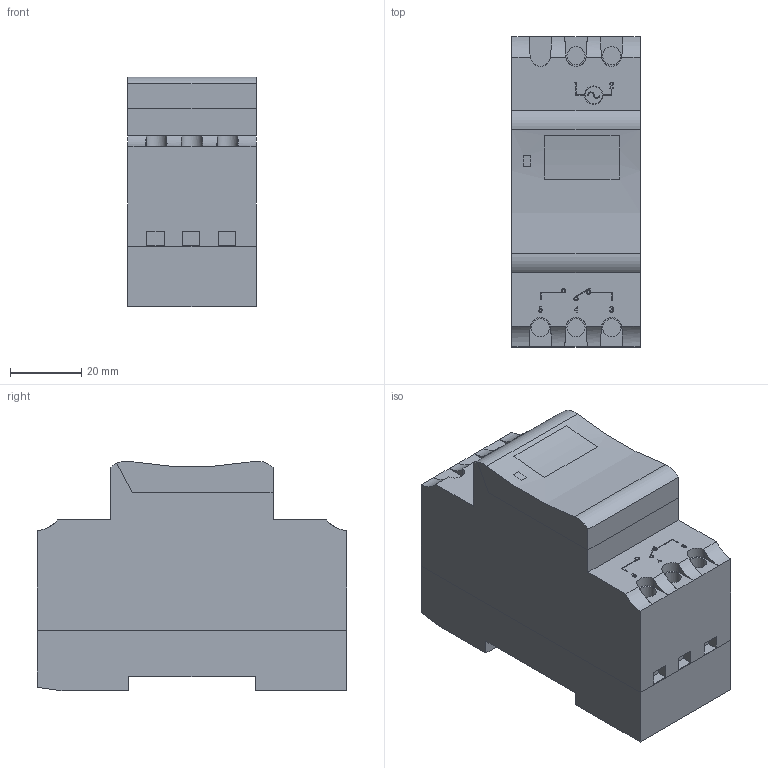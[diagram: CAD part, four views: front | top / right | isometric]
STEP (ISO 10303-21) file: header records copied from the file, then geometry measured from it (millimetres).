
FILE_DESCRIPTION (( 'STEP AP214' ), '1' );
FILE_NAME ('PTS71C.STEP', '2021-07-30T08:54:46', ( '' ), ( '' ), 'SwSTEP 2.0', 'SolidWorks 2020', '' );
FILE_SCHEMA (( 'AUTOMOTIVE_DESIGN' ));
Length unit declared in the file: millimetre
Products named in the file (2): PTS71C
Assembly tree (1 placements, depth 2):
  PTS71C
    PTS71C
Bounding box: 36 x 87 x 64.5 mm (x, y, z)
Volume: 168665.1 mm3; surface area: 21165 mm2
Topology: 1 solids, 1 shells, 228 faces, 589 edges, 390 vertices
Faces by surface type: plane 143, cylinder 57, bspline 28
Entity records: 8483 total; most frequent: CARTESIAN_POINT 2991, ORIENTED_EDGE 1178, DIRECTION 1021, EDGE_CURVE 589, VECTOR 405, LINE 405, VERTEX_POINT 390, AXIS2_PLACEMENT_3D 308
